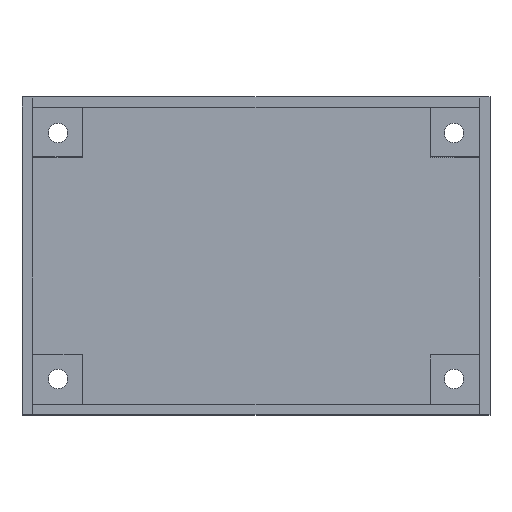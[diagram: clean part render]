
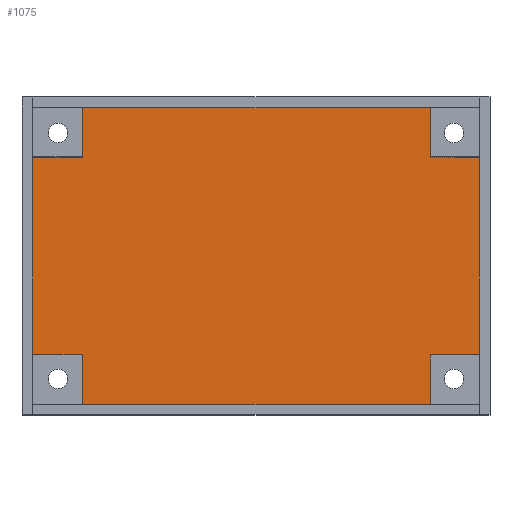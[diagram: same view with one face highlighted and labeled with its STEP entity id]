
A CAD part, top view. The second image highlights one B-rep face of the part: STEP entity #1075.
In plain terms, the highlighted planar face has unit normal (0, 0, 1).
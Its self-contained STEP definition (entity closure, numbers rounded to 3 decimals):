
#395 = VERTEX_POINT('',#396);
#396 = CARTESIAN_POINT('',(68.,6.,2.));
#404 = VERTEX_POINT('',#405);
#405 = CARTESIAN_POINT('',(72.,10.,2.));
#438 = VERTEX_POINT('',#439);
#439 = CARTESIAN_POINT('',(6.,43.,2.));
#472 = VERTEX_POINT('',#473);
#473 = CARTESIAN_POINT('',(72.,43.,2.));
#481 = VERTEX_POINT('',#482);
#482 = CARTESIAN_POINT('',(68.,47.,2.));
#755 = EDGE_CURVE('',#756,#758,#760,.T.);
#756 = VERTEX_POINT('',#757);
#757 = CARTESIAN_POINT('',(1.8,43.,2.));
#758 = VERTEX_POINT('',#759);
#759 = CARTESIAN_POINT('',(1.8,10.01,2.));
#760 = LINE('',#761,#762);
#761 = CARTESIAN_POINT('',(1.8,53.,2.));
#762 = VECTOR('',#763,1.);
#763 = DIRECTION('',(0.,-1.,0.));
#845 = VERTEX_POINT('',#846);
#846 = CARTESIAN_POINT('',(68.,1.8,2.));
#852 = EDGE_CURVE('',#853,#845,#855,.T.);
#853 = VERTEX_POINT('',#854);
#854 = CARTESIAN_POINT('',(10.02,1.8,2.));
#855 = LINE('',#856,#857);
#856 = CARTESIAN_POINT('',(1.8,1.8,2.));
#857 = VECTOR('',#858,1.);
#858 = DIRECTION('',(1.,0.,0.));
#874 = EDGE_CURVE('',#875,#877,#879,.T.);
#875 = VERTEX_POINT('',#876);
#876 = CARTESIAN_POINT('',(76.2,43.,2.));
#877 = VERTEX_POINT('',#878);
#878 = CARTESIAN_POINT('',(76.2,10.,2.));
#879 = LINE('',#880,#881);
#880 = CARTESIAN_POINT('',(76.2,53.,2.));
#881 = VECTOR('',#882,1.);
#882 = DIRECTION('',(0.,-1.,0.));
#1050 = VERTEX_POINT('',#1051);
#1051 = CARTESIAN_POINT('',(10.04,51.2,2.));
#1057 = EDGE_CURVE('',#1058,#1050,#1060,.T.);
#1058 = VERTEX_POINT('',#1059);
#1059 = CARTESIAN_POINT('',(68.,51.2,2.));
#1060 = LINE('',#1061,#1062);
#1061 = CARTESIAN_POINT('',(76.2,51.2,2.));
#1062 = VECTOR('',#1063,1.);
#1063 = DIRECTION('',(-1.,0.,0.));
#1075 = ADVANCED_FACE('',(#1076),#1168,.T.);
#1076 = FACE_BOUND('',#1077,.T.);
#1077 = EDGE_LOOP('',(#1078,#1084,#1085,#1093,#1099,#1105,#1106,#1114,
    #1120,#1121,#1127,#1135,#1141,#1147,#1148,#1154,#1162));
#1078 = ORIENTED_EDGE('',*,*,#1079,.F.);
#1079 = EDGE_CURVE('',#1058,#481,#1080,.T.);
#1080 = LINE('',#1081,#1082);
#1081 = CARTESIAN_POINT('',(68.,51.24,2.));
#1082 = VECTOR('',#1083,1.);
#1083 = DIRECTION('',(0.,-1.,0.));
#1084 = ORIENTED_EDGE('',*,*,#1057,.T.);
#1085 = ORIENTED_EDGE('',*,*,#1086,.T.);
#1086 = EDGE_CURVE('',#1050,#1087,#1089,.T.);
#1087 = VERTEX_POINT('',#1088);
#1088 = CARTESIAN_POINT('',(10.04,43.,2.));
#1089 = LINE('',#1090,#1091);
#1090 = CARTESIAN_POINT('',(10.04,51.24,2.));
#1091 = VECTOR('',#1092,1.);
#1092 = DIRECTION('',(0.,-1.,0.));
#1093 = ORIENTED_EDGE('',*,*,#1094,.T.);
#1094 = EDGE_CURVE('',#1087,#438,#1095,.T.);
#1095 = LINE('',#1096,#1097);
#1096 = CARTESIAN_POINT('',(10.04,43.,2.));
#1097 = VECTOR('',#1098,1.);
#1098 = DIRECTION('',(-1.,0.,0.));
#1099 = ORIENTED_EDGE('',*,*,#1100,.T.);
#1100 = EDGE_CURVE('',#438,#756,#1101,.T.);
#1101 = LINE('',#1102,#1103);
#1102 = CARTESIAN_POINT('',(10.04,43.,2.));
#1103 = VECTOR('',#1104,1.);
#1104 = DIRECTION('',(-1.,0.,0.));
#1105 = ORIENTED_EDGE('',*,*,#755,.T.);
#1106 = ORIENTED_EDGE('',*,*,#1107,.F.);
#1107 = EDGE_CURVE('',#1108,#758,#1110,.T.);
#1108 = VERTEX_POINT('',#1109);
#1109 = CARTESIAN_POINT('',(10.02,10.01,2.));
#1110 = LINE('',#1111,#1112);
#1111 = CARTESIAN_POINT('',(10.02,10.01,2.));
#1112 = VECTOR('',#1113,1.);
#1113 = DIRECTION('',(-1.,0.,0.));
#1114 = ORIENTED_EDGE('',*,*,#1115,.F.);
#1115 = EDGE_CURVE('',#853,#1108,#1116,.T.);
#1116 = LINE('',#1117,#1118);
#1117 = CARTESIAN_POINT('',(10.02,1.77,2.));
#1118 = VECTOR('',#1119,1.);
#1119 = DIRECTION('',(0.,1.,0.));
#1120 = ORIENTED_EDGE('',*,*,#852,.T.);
#1121 = ORIENTED_EDGE('',*,*,#1122,.T.);
#1122 = EDGE_CURVE('',#845,#395,#1123,.T.);
#1123 = LINE('',#1124,#1125);
#1124 = CARTESIAN_POINT('',(68.,1.79,2.));
#1125 = VECTOR('',#1126,1.);
#1126 = DIRECTION('',(0.,1.,0.));
#1127 = ORIENTED_EDGE('',*,*,#1128,.T.);
#1128 = EDGE_CURVE('',#395,#1129,#1131,.T.);
#1129 = VERTEX_POINT('',#1130);
#1130 = CARTESIAN_POINT('',(68.,10.,2.));
#1131 = LINE('',#1132,#1133);
#1132 = CARTESIAN_POINT('',(68.,1.79,2.));
#1133 = VECTOR('',#1134,1.);
#1134 = DIRECTION('',(0.,1.,0.));
#1135 = ORIENTED_EDGE('',*,*,#1136,.T.);
#1136 = EDGE_CURVE('',#1129,#404,#1137,.T.);
#1137 = LINE('',#1138,#1139);
#1138 = CARTESIAN_POINT('',(68.,10.,2.));
#1139 = VECTOR('',#1140,1.);
#1140 = DIRECTION('',(1.,0.,0.));
#1141 = ORIENTED_EDGE('',*,*,#1142,.T.);
#1142 = EDGE_CURVE('',#404,#877,#1143,.T.);
#1143 = LINE('',#1144,#1145);
#1144 = CARTESIAN_POINT('',(68.,10.,2.));
#1145 = VECTOR('',#1146,1.);
#1146 = DIRECTION('',(1.,0.,0.));
#1147 = ORIENTED_EDGE('',*,*,#874,.F.);
#1148 = ORIENTED_EDGE('',*,*,#1149,.F.);
#1149 = EDGE_CURVE('',#472,#875,#1150,.T.);
#1150 = LINE('',#1151,#1152);
#1151 = CARTESIAN_POINT('',(68.,43.,2.));
#1152 = VECTOR('',#1153,1.);
#1153 = DIRECTION('',(1.,0.,0.));
#1154 = ORIENTED_EDGE('',*,*,#1155,.F.);
#1155 = EDGE_CURVE('',#1156,#472,#1158,.T.);
#1156 = VERTEX_POINT('',#1157);
#1157 = CARTESIAN_POINT('',(68.,43.,2.));
#1158 = LINE('',#1159,#1160);
#1159 = CARTESIAN_POINT('',(68.,43.,2.));
#1160 = VECTOR('',#1161,1.);
#1161 = DIRECTION('',(1.,0.,0.));
#1162 = ORIENTED_EDGE('',*,*,#1163,.F.);
#1163 = EDGE_CURVE('',#481,#1156,#1164,.T.);
#1164 = LINE('',#1165,#1166);
#1165 = CARTESIAN_POINT('',(68.,51.24,2.));
#1166 = VECTOR('',#1167,1.);
#1167 = DIRECTION('',(0.,-1.,0.));
#1168 = PLANE('',#1169);
#1169 = AXIS2_PLACEMENT_3D('',#1170,#1171,#1172);
#1170 = CARTESIAN_POINT('',(39.,26.5,2.));
#1171 = DIRECTION('',(0.,0.,1.));
#1172 = DIRECTION('',(1.,0.,0.));
